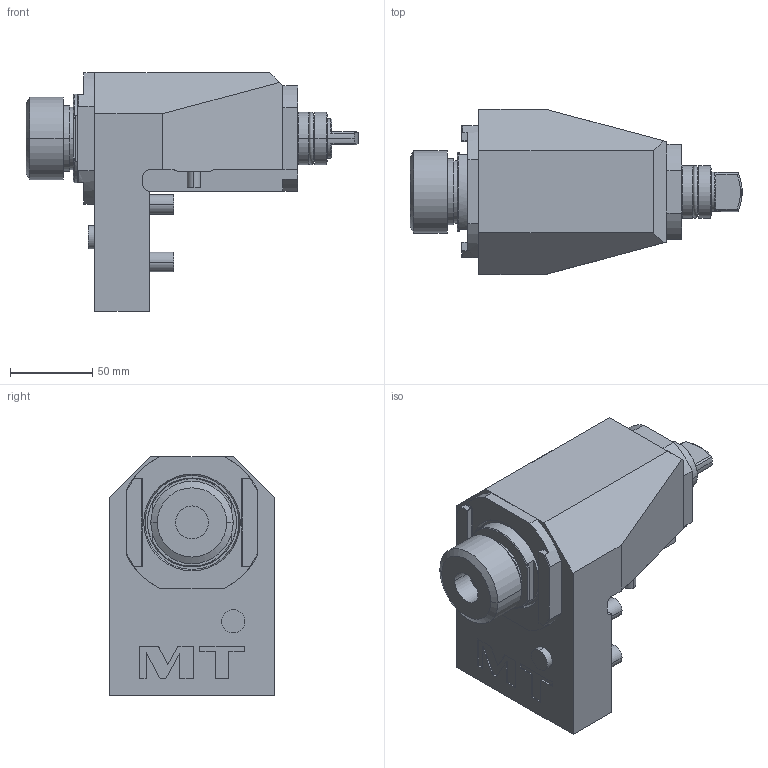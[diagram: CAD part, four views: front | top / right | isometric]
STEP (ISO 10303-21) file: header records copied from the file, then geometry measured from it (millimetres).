
FILE_DESCRIPTION((''),'2;1');
FILE_NAME('MSL0151232_CONF','2023-02-27T14:46:05',('sterribile'),('M.T. srl'),'CREO PARAMETRIC BY PTC INC, 2021072','CREO PARAMETRIC BY PTC INC, 2021072','');
FILE_SCHEMA(('CONFIG_CONTROL_DESIGN'));
Length unit declared in the file: millimetre
Products named in the file (1): MSL0151232_CONF
Bounding box: 201.52 x 100 x 145 mm (x, y, z)
Volume: 1019114.4 mm3; surface area: 92672.2 mm2
Topology: 1 solids, 1 shells, 208 faces, 527 edges, 346 vertices
Faces by surface type: plane 106, cylinder 72, cone 20, torus 8, extrusion 2
Entity records: 6543 total; most frequent: CARTESIAN_POINT 1385, DIRECTION 1083, ORIENTED_EDGE 1054, EDGE_CURVE 527, AXIS2_PLACEMENT_3D 392, VERTEX_POINT 346, VECTOR 299, LINE 297
